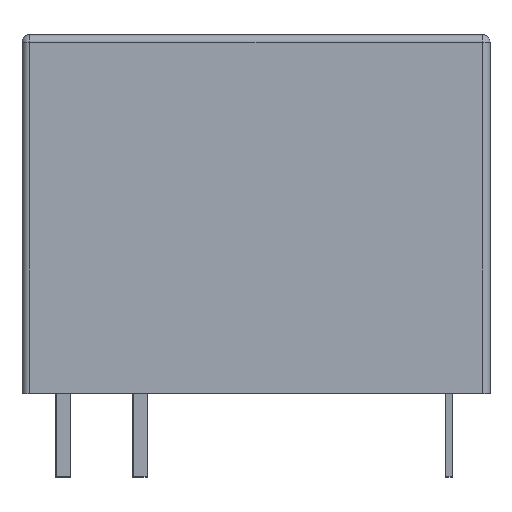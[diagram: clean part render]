
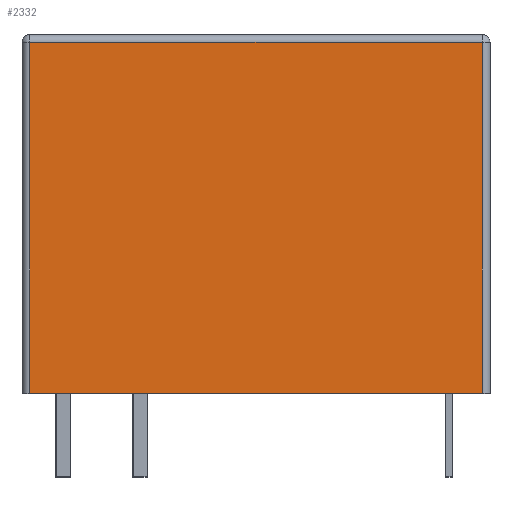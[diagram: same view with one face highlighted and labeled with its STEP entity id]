
A CAD part, top view. The second image highlights one B-rep face of the part: STEP entity #2332.
In plain terms, the highlighted planar face has unit normal (0, 0, 1).
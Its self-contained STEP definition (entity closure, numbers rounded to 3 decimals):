
#1237 = ORIENTED_EDGE ( 'NONE', *, *, #10624, .T. ) ;
#2332 = ADVANCED_FACE ( 'NONE', ( #17179 ), #19305, .F. ) ;
#3072 = EDGE_LOOP ( 'NONE', ( #9552, #16495, #20668, #1237 ) ) ;
#4289 = AXIS2_PLACEMENT_3D ( 'NONE', #17509, #6393, #19375 ) ;
#4551 = CARTESIAN_POINT ( 'NONE',  ( 7.45, 11.55, 5.2 ) ) ;
#4575 = VECTOR ( 'NONE', #8398, 1000. ) ;
#6393 = DIRECTION ( 'NONE',  ( 0., 0., -1. ) ) ;
#8398 = DIRECTION ( 'NONE',  ( 0., -1., 0. ) ) ;
#8867 = DIRECTION ( 'NONE',  ( 0., -1., 0. ) ) ;
#9552 = ORIENTED_EDGE ( 'NONE', *, *, #18508, .F. ) ;
#10624 = EDGE_CURVE ( 'NONE', #14898, #22394, #18805, .T. ) ;
#11018 = VECTOR ( 'NONE', #8867, 1000. ) ;
#11221 = LINE ( 'NONE', #21415, #4575 ) ;
#12390 = VERTEX_POINT ( 'NONE', #22039 ) ;
#13396 = LINE ( 'NONE', #18767, #18337 ) ;
#14898 = VERTEX_POINT ( 'NONE', #21457 ) ;
#15718 = CARTESIAN_POINT ( 'NONE',  ( 7.45, 0., 5.2 ) ) ;
#16495 = ORIENTED_EDGE ( 'NONE', *, *, #21187, .T. ) ;
#17179 = FACE_OUTER_BOUND ( 'NONE', #3072, .T. ) ;
#17509 = CARTESIAN_POINT ( 'NONE',  ( -7.45, 11.8, 5.2 ) ) ;
#18337 = VECTOR ( 'NONE', #22608, 1000. ) ;
#18508 = EDGE_CURVE ( 'NONE', #24052, #22394, #20943, .T. ) ;
#18767 = CARTESIAN_POINT ( 'NONE',  ( -7.45, 11.55, 5.2 ) ) ;
#18805 = LINE ( 'NONE', #23302, #23781 ) ;
#19305 = PLANE ( 'NONE',  #4289 ) ;
#19375 = DIRECTION ( 'NONE',  ( -1., 0., 0. ) ) ;
#19624 = EDGE_CURVE ( 'NONE', #12390, #14898, #11221, .T. ) ;
#19924 = CARTESIAN_POINT ( 'NONE',  ( 7.45, 11.8, 5.2 ) ) ;
#20668 = ORIENTED_EDGE ( 'NONE', *, *, #19624, .T. ) ;
#20943 = LINE ( 'NONE', #19924, #11018 ) ;
#21187 = EDGE_CURVE ( 'NONE', #24052, #12390, #13396, .T. ) ;
#21415 = CARTESIAN_POINT ( 'NONE',  ( -7.45, 11.8, 5.2 ) ) ;
#21457 = CARTESIAN_POINT ( 'NONE',  ( -7.45, 0., 5.2 ) ) ;
#22039 = CARTESIAN_POINT ( 'NONE',  ( -7.45, 11.55, 5.2 ) ) ;
#22394 = VERTEX_POINT ( 'NONE', #15718 ) ;
#22608 = DIRECTION ( 'NONE',  ( -1., 0., 0. ) ) ;
#23222 = DIRECTION ( 'NONE',  ( 1., 0., 0. ) ) ;
#23302 = CARTESIAN_POINT ( 'NONE',  ( -7.45, 0., 5.2 ) ) ;
#23781 = VECTOR ( 'NONE', #23222, 1000. ) ;
#24052 = VERTEX_POINT ( 'NONE', #4551 ) ;
